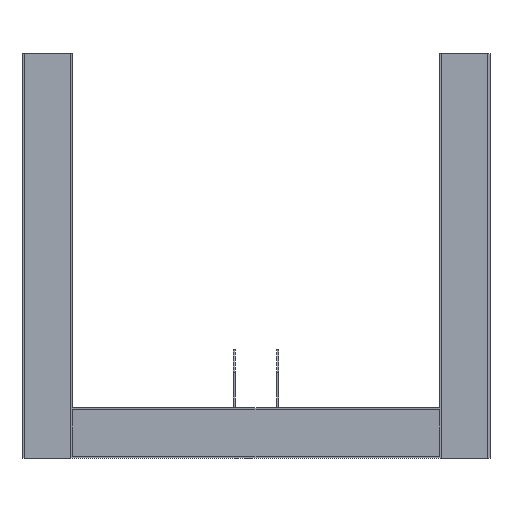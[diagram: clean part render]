
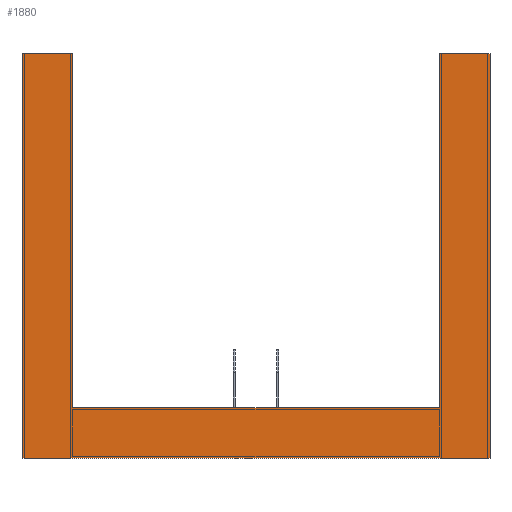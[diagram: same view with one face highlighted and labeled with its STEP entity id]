
A CAD part, front view. The second image highlights one B-rep face of the part: STEP entity #1880.
In plain terms, the highlighted planar face has unit normal (0, -1, 0).
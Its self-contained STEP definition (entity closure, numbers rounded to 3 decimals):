
#39 = VECTOR ( 'NONE', #435, 1000. ) ;
#51 = CARTESIAN_POINT ( 'NONE',  ( -725., -27.048, -1600. ) ) ;
#81 = EDGE_CURVE ( 'NONE', #846, #1136, #1612, .T. ) ;
#118 = CARTESIAN_POINT ( 'NONE',  ( 925., -27.048, -1600. ) ) ;
#150 = CARTESIAN_POINT ( 'NONE',  ( 725., -27.048, 0. ) ) ;
#159 = ORIENTED_EDGE ( 'NONE', *, *, #787, .T. ) ;
#160 = CARTESIAN_POINT ( 'NONE',  ( 940.407, -27.048, -1400. ) ) ;
#178 = LINE ( 'NONE', #160, #660 ) ;
#292 = CARTESIAN_POINT ( 'NONE',  ( 725., -27.048, -1400. ) ) ;
#297 = VERTEX_POINT ( 'NONE', #540 ) ;
#341 = VECTOR ( 'NONE', #1461, 1000. ) ;
#347 = CARTESIAN_POINT ( 'NONE',  ( 725., -27.048, -1600. ) ) ;
#421 = CARTESIAN_POINT ( 'NONE',  ( -925., -27.048, -1600. ) ) ;
#435 = DIRECTION ( 'NONE',  ( 0., 0., 1. ) ) ;
#510 = CARTESIAN_POINT ( 'NONE',  ( -725., -27.048, -1400. ) ) ;
#537 = AXIS2_PLACEMENT_3D ( 'NONE', #421, #592, #953 ) ;
#539 = EDGE_CURVE ( 'NONE', #1136, #297, #910, .T. ) ;
#540 = CARTESIAN_POINT ( 'NONE',  ( -725., -27.048, 0. ) ) ;
#550 = EDGE_LOOP ( 'NONE', ( #2023, #1751, #159, #1572, #896, #1221, #983, #1777 ) ) ;
#583 = CARTESIAN_POINT ( 'NONE',  ( -925., -27.048, 0. ) ) ;
#592 = DIRECTION ( 'NONE',  ( 0., -1., 0. ) ) ;
#660 = VECTOR ( 'NONE', #1182, 1000. ) ;
#687 = FACE_OUTER_BOUND ( 'NONE', #550, .T. ) ;
#728 = DIRECTION ( 'NONE',  ( 0., 0., 1. ) ) ;
#734 = CARTESIAN_POINT ( 'NONE',  ( 925., -27.048, 0. ) ) ;
#746 = VECTOR ( 'NONE', #1795, 1000. ) ;
#787 = EDGE_CURVE ( 'NONE', #846, #1253, #1897, .T. ) ;
#803 = DIRECTION ( 'NONE',  ( 0., 0., 1. ) ) ;
#810 = VERTEX_POINT ( 'NONE', #150 ) ;
#846 = VERTEX_POINT ( 'NONE', #1741 ) ;
#896 = ORIENTED_EDGE ( 'NONE', *, *, #1872, .F. ) ;
#898 = VERTEX_POINT ( 'NONE', #510 ) ;
#910 = LINE ( 'NONE', #1093, #341 ) ;
#953 = DIRECTION ( 'NONE',  ( 0., 0., -1. ) ) ;
#967 = LINE ( 'NONE', #347, #1678 ) ;
#983 = ORIENTED_EDGE ( 'NONE', *, *, #1394, .T. ) ;
#1019 = DIRECTION ( 'NONE',  ( 1., 0., 0. ) ) ;
#1093 = CARTESIAN_POINT ( 'NONE',  ( -925., -27.048, 0. ) ) ;
#1136 = VERTEX_POINT ( 'NONE', #583 ) ;
#1182 = DIRECTION ( 'NONE',  ( -1., 0., 0. ) ) ;
#1221 = ORIENTED_EDGE ( 'NONE', *, *, #1847, .F. ) ;
#1253 = VERTEX_POINT ( 'NONE', #118 ) ;
#1363 = CARTESIAN_POINT ( 'NONE',  ( -925., -27.048, -1600. ) ) ;
#1394 = EDGE_CURVE ( 'NONE', #1920, #898, #178, .T. ) ;
#1411 = LINE ( 'NONE', #1985, #1919 ) ;
#1461 = DIRECTION ( 'NONE',  ( 1., 0., 0. ) ) ;
#1572 = ORIENTED_EDGE ( 'NONE', *, *, #1670, .T. ) ;
#1612 = LINE ( 'NONE', #1852, #2134 ) ;
#1638 = DIRECTION ( 'NONE',  ( 0., 0., 1. ) ) ;
#1661 = PLANE ( 'NONE',  #537 ) ;
#1670 = EDGE_CURVE ( 'NONE', #1253, #2173, #1411, .T. ) ;
#1678 = VECTOR ( 'NONE', #728, 1000. ) ;
#1708 = CARTESIAN_POINT ( 'NONE',  ( 925., -27.048, 0. ) ) ;
#1741 = CARTESIAN_POINT ( 'NONE',  ( -925., -27.048, -1600. ) ) ;
#1751 = ORIENTED_EDGE ( 'NONE', *, *, #81, .F. ) ;
#1777 = ORIENTED_EDGE ( 'NONE', *, *, #1945, .T. ) ;
#1795 = DIRECTION ( 'NONE',  ( 1., 0., 0. ) ) ;
#1847 = EDGE_CURVE ( 'NONE', #1920, #810, #967, .T. ) ;
#1852 = CARTESIAN_POINT ( 'NONE',  ( -925., -27.048, -1600. ) ) ;
#1864 = LINE ( 'NONE', #51, #39 ) ;
#1872 = EDGE_CURVE ( 'NONE', #810, #2173, #2147, .T. ) ;
#1880 = ADVANCED_FACE ( 'NONE', ( #687 ), #1661, .T. ) ;
#1897 = LINE ( 'NONE', #1363, #2233 ) ;
#1919 = VECTOR ( 'NONE', #1638, 1000. ) ;
#1920 = VERTEX_POINT ( 'NONE', #292 ) ;
#1945 = EDGE_CURVE ( 'NONE', #898, #297, #1864, .T. ) ;
#1985 = CARTESIAN_POINT ( 'NONE',  ( 925., -27.048, -1600. ) ) ;
#2023 = ORIENTED_EDGE ( 'NONE', *, *, #539, .F. ) ;
#2134 = VECTOR ( 'NONE', #803, 1000. ) ;
#2147 = LINE ( 'NONE', #734, #746 ) ;
#2173 = VERTEX_POINT ( 'NONE', #1708 ) ;
#2233 = VECTOR ( 'NONE', #1019, 1000. ) ;
